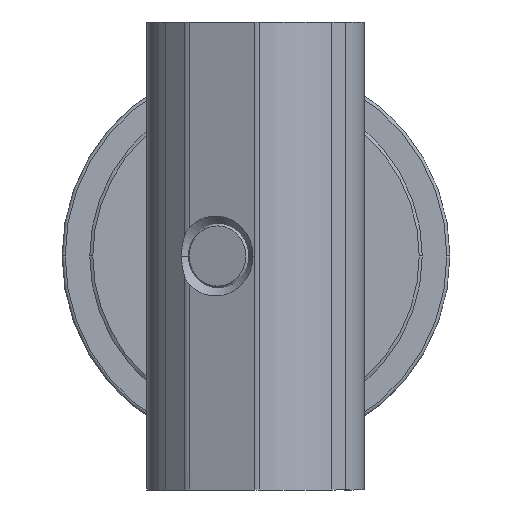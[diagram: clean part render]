
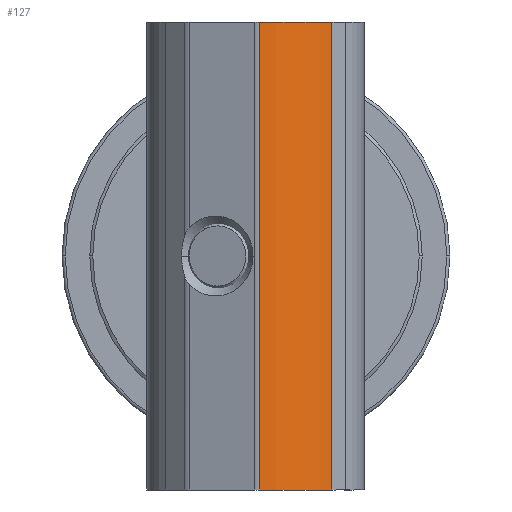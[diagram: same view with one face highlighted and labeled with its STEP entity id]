
A CAD part, front view. The second image highlights one B-rep face of the part: STEP entity #127.
In plain terms, the highlighted cylindrical face has radius 8.85 mm (diameter 17.7 mm), a partial arc.
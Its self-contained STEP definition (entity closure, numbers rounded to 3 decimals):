
#127 = ADVANCED_FACE ( 'NONE', ( #919 ), #1906, .T. ) ;
#141 = VERTEX_POINT ( 'NONE', #1836 ) ;
#250 = CIRCLE ( 'NONE', #3422, 8.85 ) ;
#679 = VERTEX_POINT ( 'NONE', #5207 ) ;
#919 = FACE_OUTER_BOUND ( 'NONE', #4231, .T. ) ;
#963 = CIRCLE ( 'NONE', #5251, 8.85 ) ;
#1576 = VERTEX_POINT ( 'NONE', #3055 ) ;
#1735 = ORIENTED_EDGE ( 'NONE', *, *, #2203, .F. ) ;
#1746 = DIRECTION ( 'NONE',  ( 0., 0., -1. ) ) ;
#1760 = EDGE_CURVE ( 'NONE', #679, #3778, #3200, .T. ) ;
#1770 = CARTESIAN_POINT ( 'NONE',  ( -0.095, -16.174, 19. ) ) ;
#1836 = CARTESIAN_POINT ( 'NONE',  ( 6.163, -22.431, -19. ) ) ;
#1870 = DIRECTION ( 'NONE',  ( -1., 0., 0. ) ) ;
#1906 = CYLINDRICAL_SURFACE ( 'NONE', #3477, 8.85 ) ;
#2198 = DIRECTION ( 'NONE',  ( -1., 0., 0. ) ) ;
#2203 = EDGE_CURVE ( 'NONE', #1576, #141, #3845, .T. ) ;
#2226 = CARTESIAN_POINT ( 'NONE',  ( -0.095, -16.174, 19. ) ) ;
#2267 = CARTESIAN_POINT ( 'NONE',  ( 0.299, -25.015, 19. ) ) ;
#2333 = DIRECTION ( 'NONE',  ( 0., 0., -1. ) ) ;
#2566 = DIRECTION ( 'NONE',  ( -1., 0., 0. ) ) ;
#2632 = ORIENTED_EDGE ( 'NONE', *, *, #1760, .T. ) ;
#2762 = VECTOR ( 'NONE', #2937, 1000. ) ;
#2937 = DIRECTION ( 'NONE',  ( 0., 0., -1. ) ) ;
#3055 = CARTESIAN_POINT ( 'NONE',  ( 6.163, -22.431, 19. ) ) ;
#3193 = ORIENTED_EDGE ( 'NONE', *, *, #5583, .T. ) ;
#3200 = LINE ( 'NONE', #2267, #4903 ) ;
#3422 = AXIS2_PLACEMENT_3D ( 'NONE', #3660, #5610, #2566 ) ;
#3477 = AXIS2_PLACEMENT_3D ( 'NONE', #1770, #5724, #1870 ) ;
#3660 = CARTESIAN_POINT ( 'NONE',  ( -0.095, -16.174, -19. ) ) ;
#3778 = VERTEX_POINT ( 'NONE', #4174 ) ;
#3845 = LINE ( 'NONE', #6332, #2762 ) ;
#3847 = ORIENTED_EDGE ( 'NONE', *, *, #5176, .F. ) ;
#4174 = CARTESIAN_POINT ( 'NONE',  ( 0.299, -25.015, -19. ) ) ;
#4231 = EDGE_LOOP ( 'NONE', ( #3847, #1735, #3193, #2632 ) ) ;
#4903 = VECTOR ( 'NONE', #2333, 1000. ) ;
#5176 = EDGE_CURVE ( 'NONE', #141, #3778, #250, .T. ) ;
#5207 = CARTESIAN_POINT ( 'NONE',  ( 0.299, -25.015, 19. ) ) ;
#5251 = AXIS2_PLACEMENT_3D ( 'NONE', #2226, #1746, #2198 ) ;
#5583 = EDGE_CURVE ( 'NONE', #1576, #679, #963, .T. ) ;
#5610 = DIRECTION ( 'NONE',  ( 0., 0., -1. ) ) ;
#5724 = DIRECTION ( 'NONE',  ( 0., 0., -1. ) ) ;
#6332 = CARTESIAN_POINT ( 'NONE',  ( 6.163, -22.431, 19. ) ) ;
